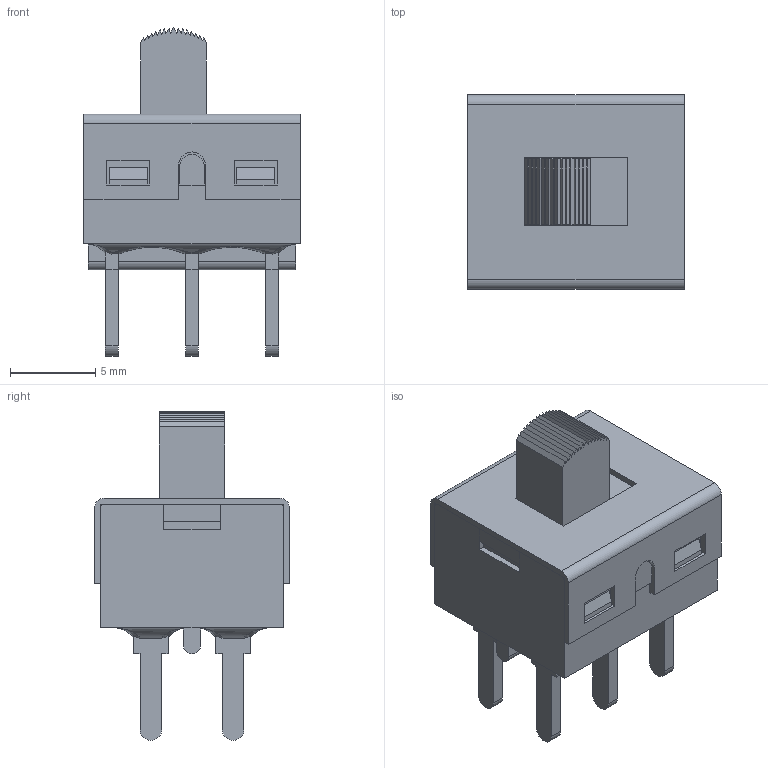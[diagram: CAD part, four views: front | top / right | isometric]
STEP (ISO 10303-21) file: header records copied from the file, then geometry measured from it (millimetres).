
FILE_DESCRIPTION((''),'2;1');
FILE_NAME('500SDPxS1M2xEA.stp','2013-01-25T16:25:21',('epieh'),(''),'Autodesk Inventor 2012','Autodesk Inventor 2012','');
FILE_SCHEMA(('AUTOMOTIVE_DESIGN { 1 0 10303 214 1 1 1 1 }'));
Length unit declared in the file: millimetre
Products named in the file (5): T521001; 500 SDP BODY; 500 SDP M2; 500 SDP COVER-2POS; 500 ACTUATOR S1
Assembly tree (4 placements, depth 2):
  T521001
    500 SDP BODY
    500 SDP M2
    500 SDP COVER-2POS
    500 ACTUATOR S1
Bounding box: 12.7 x 11.43 x 19.3 mm (x, y, z)
Volume: 666.5 mm3; surface area: 2041.5 mm2
Topology: 5 solids, 5 shells, 251 faces, 692 edges, 461 vertices
Faces by surface type: plane 206, cylinder 28, bspline 16, cone 1
Full cylindrical faces by diameter (mm): 2.4 x1
Entity records: 8813 total; most frequent: CARTESIAN_POINT 2369, ORIENTED_EDGE 1380, DIRECTION 1143, EDGE_CURVE 690, VECTOR 541, LINE 541, VERTEX_POINT 461, AXIS2_PLACEMENT_3D 301
